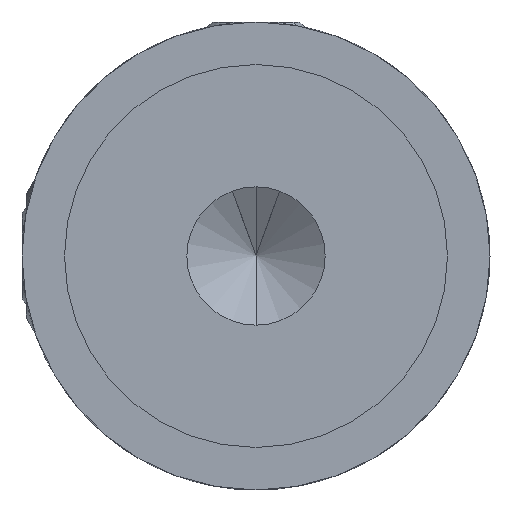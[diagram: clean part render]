
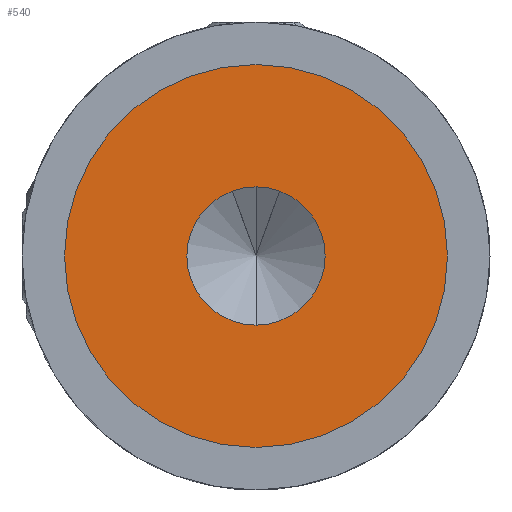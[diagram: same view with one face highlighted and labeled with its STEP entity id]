
A CAD part, front view. The second image highlights one B-rep face of the part: STEP entity #540.
In plain terms, the highlighted face is planar.
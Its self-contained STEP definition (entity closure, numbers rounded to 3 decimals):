
#154 = AXIS2_PLACEMENT_3D ( 'NONE', #1184, #3550, #3561 ) ;
#228 = DIRECTION ( 'NONE',  ( 1., 0., 0. ) ) ;
#264 = DIRECTION ( 'NONE',  ( 1., 0., 0. ) ) ;
#358 = EDGE_CURVE ( 'NONE', #3079, #2716, #2291, .T. ) ;
#540 = ADVANCED_FACE ( 'NONE', ( #1421, #2119 ), #973, .F. ) ;
#622 = ORIENTED_EDGE ( 'NONE', *, *, #358, .F. ) ;
#649 = CIRCLE ( 'NONE', #2933, 9. ) ;
#915 = CARTESIAN_POINT ( 'NONE',  ( 0., 2., -3.25 ) ) ;
#973 = PLANE ( 'NONE',  #3083 ) ;
#1070 = CARTESIAN_POINT ( 'NONE',  ( 0., 2., 0. ) ) ;
#1184 = CARTESIAN_POINT ( 'NONE',  ( 0., 2., 0. ) ) ;
#1191 = CARTESIAN_POINT ( 'NONE',  ( 9., 2., 0. ) ) ;
#1251 = DIRECTION ( 'NONE',  ( 1., 0., 0. ) ) ;
#1391 = DIRECTION ( 'NONE',  ( 0., 1., 0. ) ) ;
#1421 = FACE_OUTER_BOUND ( 'NONE', #3581, .T. ) ;
#1434 = CARTESIAN_POINT ( 'NONE',  ( 0., 2., 0. ) ) ;
#1639 = AXIS2_PLACEMENT_3D ( 'NONE', #1070, #1391, #1992 ) ;
#1768 = EDGE_CURVE ( 'NONE', #3155, #2165, #2371, .T. ) ;
#1844 = AXIS2_PLACEMENT_3D ( 'NONE', #2566, #2006, #228 ) ;
#1992 = DIRECTION ( 'NONE',  ( 1., 0., 0. ) ) ;
#2006 = DIRECTION ( 'NONE',  ( 0., 1., 0. ) ) ;
#2119 = FACE_BOUND ( 'NONE', #2501, .T. ) ;
#2165 = VERTEX_POINT ( 'NONE', #3338 ) ;
#2289 = ORIENTED_EDGE ( 'NONE', *, *, #1768, .F. ) ;
#2291 = CIRCLE ( 'NONE', #154, 9. ) ;
#2304 = DIRECTION ( 'NONE',  ( 0., -1., 0. ) ) ;
#2371 = CIRCLE ( 'NONE', #1639, 3.25 ) ;
#2439 = CARTESIAN_POINT ( 'NONE',  ( 0., 2., 0. ) ) ;
#2501 = EDGE_LOOP ( 'NONE', ( #2289, #3315 ) ) ;
#2563 = ORIENTED_EDGE ( 'NONE', *, *, #3373, .F. ) ;
#2566 = CARTESIAN_POINT ( 'NONE',  ( 0., 2., 0. ) ) ;
#2716 = VERTEX_POINT ( 'NONE', #2799 ) ;
#2799 = CARTESIAN_POINT ( 'NONE',  ( -9., 2., 0. ) ) ;
#2920 = EDGE_CURVE ( 'NONE', #2165, #3155, #3300, .T. ) ;
#2933 = AXIS2_PLACEMENT_3D ( 'NONE', #1434, #2304, #264 ) ;
#3079 = VERTEX_POINT ( 'NONE', #1191 ) ;
#3083 = AXIS2_PLACEMENT_3D ( 'NONE', #2439, #3660, #1251 ) ;
#3155 = VERTEX_POINT ( 'NONE', #915 ) ;
#3300 = CIRCLE ( 'NONE', #1844, 3.25 ) ;
#3315 = ORIENTED_EDGE ( 'NONE', *, *, #2920, .F. ) ;
#3338 = CARTESIAN_POINT ( 'NONE',  ( 0., 2., 3.25 ) ) ;
#3373 = EDGE_CURVE ( 'NONE', #2716, #3079, #649, .T. ) ;
#3550 = DIRECTION ( 'NONE',  ( 0., -1., 0. ) ) ;
#3561 = DIRECTION ( 'NONE',  ( 1., 0., 0. ) ) ;
#3581 = EDGE_LOOP ( 'NONE', ( #622, #2563 ) ) ;
#3660 = DIRECTION ( 'NONE',  ( 0., -1., 0. ) ) ;
